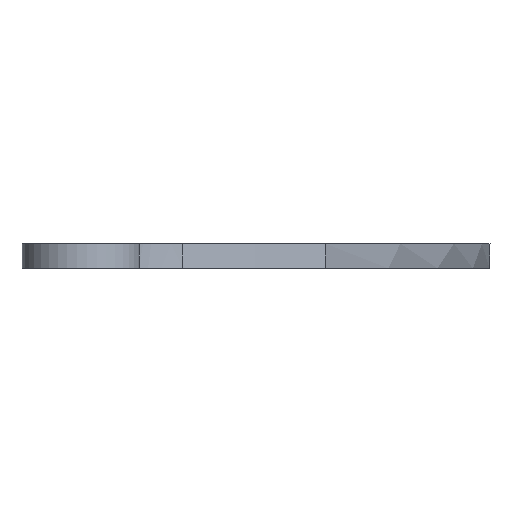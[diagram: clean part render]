
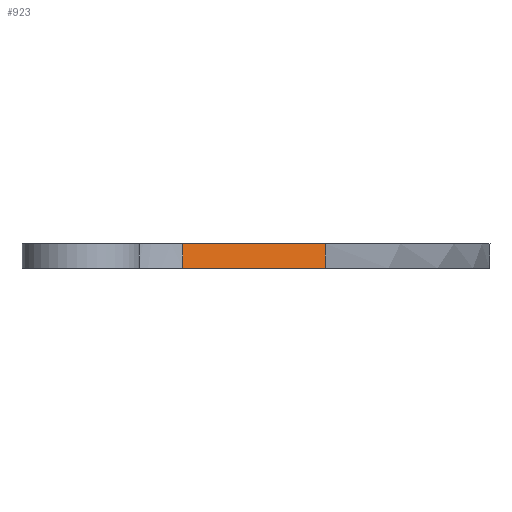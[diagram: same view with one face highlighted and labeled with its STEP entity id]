
A CAD part, left-side view. The second image highlights one B-rep face of the part: STEP entity #923.
In plain terms, the highlighted free-form (B-spline) face has degree [3, 1] with [12, 2] control points.
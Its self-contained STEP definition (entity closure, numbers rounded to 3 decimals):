
#19=B_SPLINE_SURFACE_WITH_KNOTS('',3,1,((#3235,#3236),(#3237,#3238),(#3239,
#3240),(#3241,#3242),(#3243,#3244),(#3245,#3246),(#3247,#3248),(#3249,#3250),
(#3251,#3252),(#3253,#3254),(#3255,#3256),(#3257,#3258)),.UNSPECIFIED.,
 .F.,.F.,.F.,(4,1,1,1,1,1,1,1,1,4),(2,2),(0.,1.917,3.834,
7.667,11.334,15.,16.212,17.423,
18.325,19.227),(0.,1.081),.UNSPECIFIED.);
#48=B_SPLINE_CURVE_WITH_KNOTS('',3,(#1409,#1410,#1411,#1412,#1413,#1414),
 .UNSPECIFIED.,.F.,.F.,(4,1,1,4),(-12.523,-12.416,-11.488,
-9.311),.UNSPECIFIED.);
#66=B_SPLINE_CURVE_WITH_KNOTS('',3,(#2641,#2642,#2643,#2644,#2645,#2646),
 .UNSPECIFIED.,.F.,.F.,(4,1,1,4),(-8.626,-5.158,-3.679,
-3.508),.UNSPECIFIED.);
#151=FACE_OUTER_BOUND('',#212,.T.);
#212=EDGE_LOOP('',(#846,#847,#848,#849));
#269=LINE('',#3066,#336);
#274=LINE('',#3132,#341);
#336=VECTOR('',#1105,10.);
#341=VECTOR('',#1112,10.);
#392=VERTEX_POINT('',#1292);
#393=VERTEX_POINT('',#1408);
#438=VERTEX_POINT('',#2624);
#439=VERTEX_POINT('',#2640);
#486=EDGE_CURVE('',#393,#392,#48,.T.);
#543=EDGE_CURVE('',#439,#438,#66,.T.);
#579=EDGE_CURVE('',#438,#393,#269,.T.);
#584=EDGE_CURVE('',#392,#439,#274,.T.);
#846=ORIENTED_EDGE('',*,*,#579,.T.);
#847=ORIENTED_EDGE('',*,*,#486,.T.);
#848=ORIENTED_EDGE('',*,*,#584,.T.);
#849=ORIENTED_EDGE('',*,*,#543,.T.);
#923=ADVANCED_FACE('',(#151),#19,.T.);
#1105=DIRECTION('',(0.,0.,-1.));
#1112=DIRECTION('',(0.,0.,1.));
#1292=CARTESIAN_POINT('',(92.086,56.255,0.));
#1408=CARTESIAN_POINT('',(70.883,92.557,0.));
#1409=CARTESIAN_POINT('Ctrl Pts',(70.883,92.557,0.));
#1410=CARTESIAN_POINT('Ctrl Pts',(71.152,92.108,0.));
#1411=CARTESIAN_POINT('Ctrl Pts',(73.68,87.791,0.));
#1412=CARTESIAN_POINT('Ctrl Pts',(79.978,76.243,0.));
#1413=CARTESIAN_POINT('Ctrl Pts',(86.364,63.8,0.));
#1414=CARTESIAN_POINT('Ctrl Pts',(92.086,56.255,0.));
#2624=CARTESIAN_POINT('',(70.883,92.557,6.3));
#2640=CARTESIAN_POINT('',(92.086,56.255,6.3));
#2641=CARTESIAN_POINT('Ctrl Pts',(92.086,56.255,6.3));
#2642=CARTESIAN_POINT('Ctrl Pts',(86.364,63.8,6.3));
#2643=CARTESIAN_POINT('Ctrl Pts',(79.978,76.243,6.3));
#2644=CARTESIAN_POINT('Ctrl Pts',(73.68,87.791,6.3));
#2645=CARTESIAN_POINT('Ctrl Pts',(71.152,92.108,6.3));
#2646=CARTESIAN_POINT('Ctrl Pts',(70.883,92.557,6.3));
#3066=CARTESIAN_POINT('',(70.883,92.557,6.3));
#3132=CARTESIAN_POINT('',(92.086,56.255,6.3));
#3235=CARTESIAN_POINT('Ctrl Pts',(199.023,2.631,7.656));
#3236=CARTESIAN_POINT('Ctrl Pts',(199.023,2.631,-3.159));
#3237=CARTESIAN_POINT('Ctrl Pts',(193.159,1.671,7.656));
#3238=CARTESIAN_POINT('Ctrl Pts',(193.159,1.671,-3.159));
#3239=CARTESIAN_POINT('Ctrl Pts',(179.917,6.799,7.656));
#3240=CARTESIAN_POINT('Ctrl Pts',(179.917,6.799,-3.159));
#3241=CARTESIAN_POINT('Ctrl Pts',(156.362,14.75,7.656));
#3242=CARTESIAN_POINT('Ctrl Pts',(156.362,14.75,-3.159));
#3243=CARTESIAN_POINT('Ctrl Pts',(128.403,29.484,7.656));
#3244=CARTESIAN_POINT('Ctrl Pts',(128.403,29.484,-3.159));
#3245=CARTESIAN_POINT('Ctrl Pts',(94.807,47.192,7.656));
#3246=CARTESIAN_POINT('Ctrl Pts',(94.807,47.192,-3.159));
#3247=CARTESIAN_POINT('Ctrl Pts',(81.216,73.973,7.656));
#3248=CARTESIAN_POINT('Ctrl Pts',(81.216,73.973,-3.159));
#3249=CARTESIAN_POINT('Ctrl Pts',(72.072,90.739,7.656));
#3250=CARTESIAN_POINT('Ctrl Pts',(72.072,90.739,-3.159));
#3251=CARTESIAN_POINT('Ctrl Pts',(64.89,102.508,7.656));
#3252=CARTESIAN_POINT('Ctrl Pts',(64.89,102.508,-3.159));
#3253=CARTESIAN_POINT('Ctrl Pts',(55.439,97.45,7.656));
#3254=CARTESIAN_POINT('Ctrl Pts',(55.439,97.45,-3.159));
#3255=CARTESIAN_POINT('Ctrl Pts',(49.242,95.426,7.656));
#3256=CARTESIAN_POINT('Ctrl Pts',(49.242,95.426,-3.159));
#3257=CARTESIAN_POINT('Ctrl Pts',(47.018,93.894,7.656));
#3258=CARTESIAN_POINT('Ctrl Pts',(47.018,93.894,-3.159));
